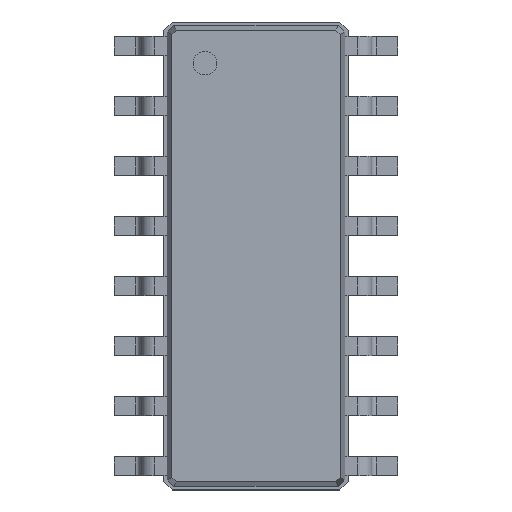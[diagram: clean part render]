
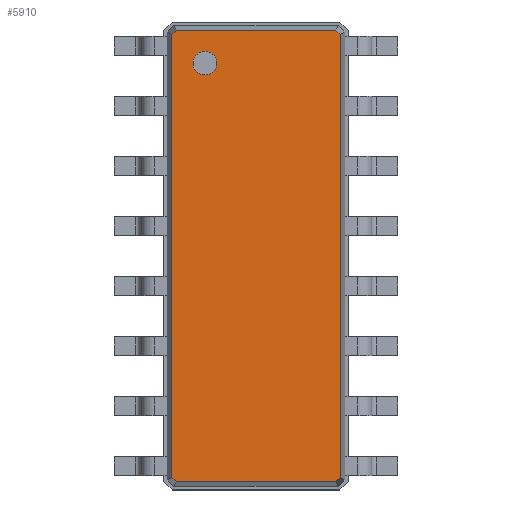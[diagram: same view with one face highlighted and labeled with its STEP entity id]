
A CAD part, top view. The second image highlights one B-rep face of the part: STEP entity #5910.
In plain terms, the highlighted planar face has unit normal (0, 0, 1).
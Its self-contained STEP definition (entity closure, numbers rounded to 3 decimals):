
#1944 = VERTEX_POINT('',#1945);
#1945 = CARTESIAN_POINT('',(-1.779,4.69,1.2));
#1950 = EDGE_CURVE('',#1951,#1944,#1953,.T.);
#1951 = VERTEX_POINT('',#1952);
#1952 = CARTESIAN_POINT('',(-1.779,-4.69,1.2));
#1953 = LINE('',#1954,#1955);
#1954 = CARTESIAN_POINT('',(-1.779,-4.69,1.2));
#1955 = VECTOR('',#1956,1.);
#1956 = DIRECTION('',(0.,1.,0.));
#1973 = VERTEX_POINT('',#1974);
#1974 = CARTESIAN_POINT('',(-1.69,4.779,1.2));
#1979 = EDGE_CURVE('',#1944,#1973,#1980,.T.);
#1980 = LINE('',#1981,#1982);
#1981 = CARTESIAN_POINT('',(-1.779,4.69,1.2));
#1982 = VECTOR('',#1983,1.);
#1983 = DIRECTION('',(0.707,0.707,0.));
#1996 = VERTEX_POINT('',#1997);
#1997 = CARTESIAN_POINT('',(1.69,4.779,1.2));
#2002 = EDGE_CURVE('',#1973,#1996,#2003,.T.);
#2003 = LINE('',#2004,#2005);
#2004 = CARTESIAN_POINT('',(-1.69,4.779,1.2));
#2005 = VECTOR('',#2006,1.);
#2006 = DIRECTION('',(1.,0.,0.));
#2019 = VERTEX_POINT('',#2020);
#2020 = CARTESIAN_POINT('',(1.779,4.69,1.2));
#2025 = EDGE_CURVE('',#1996,#2019,#2026,.T.);
#2026 = LINE('',#2027,#2028);
#2027 = CARTESIAN_POINT('',(1.69,4.779,1.2));
#2028 = VECTOR('',#2029,1.);
#2029 = DIRECTION('',(0.707,-0.707,0.));
#2170 = VERTEX_POINT('',#2171);
#2171 = CARTESIAN_POINT('',(1.779,-4.69,1.2));
#2176 = EDGE_CURVE('',#2019,#2170,#2177,.T.);
#2177 = LINE('',#2178,#2179);
#2178 = CARTESIAN_POINT('',(1.779,4.69,1.2));
#2179 = VECTOR('',#2180,1.);
#2180 = DIRECTION('',(0.,-1.,0.));
#5910 = ADVANCED_FACE('',(#5911,#5940),#5951,.F.);
#5911 = FACE_BOUND('',#5912,.F.);
#5912 = EDGE_LOOP('',(#5913,#5914,#5915,#5916,#5924,#5932,#5938,#5939));
#5913 = ORIENTED_EDGE('',*,*,#2002,.T.);
#5914 = ORIENTED_EDGE('',*,*,#2025,.T.);
#5915 = ORIENTED_EDGE('',*,*,#2176,.T.);
#5916 = ORIENTED_EDGE('',*,*,#5917,.T.);
#5917 = EDGE_CURVE('',#2170,#5918,#5920,.T.);
#5918 = VERTEX_POINT('',#5919);
#5919 = CARTESIAN_POINT('',(1.69,-4.779,1.2));
#5920 = LINE('',#5921,#5922);
#5921 = CARTESIAN_POINT('',(1.779,-4.69,1.2));
#5922 = VECTOR('',#5923,1.);
#5923 = DIRECTION('',(-0.707,-0.707,0.));
#5924 = ORIENTED_EDGE('',*,*,#5925,.T.);
#5925 = EDGE_CURVE('',#5918,#5926,#5928,.T.);
#5926 = VERTEX_POINT('',#5927);
#5927 = CARTESIAN_POINT('',(-1.69,-4.779,1.2));
#5928 = LINE('',#5929,#5930);
#5929 = CARTESIAN_POINT('',(1.69,-4.779,1.2));
#5930 = VECTOR('',#5931,1.);
#5931 = DIRECTION('',(-1.,0.,0.));
#5932 = ORIENTED_EDGE('',*,*,#5933,.T.);
#5933 = EDGE_CURVE('',#5926,#1951,#5934,.T.);
#5934 = LINE('',#5935,#5936);
#5935 = CARTESIAN_POINT('',(-1.69,-4.779,1.2));
#5936 = VECTOR('',#5937,1.);
#5937 = DIRECTION('',(-0.707,0.707,0.));
#5938 = ORIENTED_EDGE('',*,*,#1950,.T.);
#5939 = ORIENTED_EDGE('',*,*,#1979,.T.);
#5940 = FACE_BOUND('',#5941,.F.);
#5941 = EDGE_LOOP('',(#5942));
#5942 = ORIENTED_EDGE('',*,*,#5943,.F.);
#5943 = EDGE_CURVE('',#5944,#5944,#5946,.T.);
#5944 = VERTEX_POINT('',#5945);
#5945 = CARTESIAN_POINT('',(-1.079,3.829,1.2));
#5946 = CIRCLE('',#5947,0.25);
#5947 = AXIS2_PLACEMENT_3D('',#5948,#5949,#5950);
#5948 = CARTESIAN_POINT('',(-1.079,4.079,1.2));
#5949 = DIRECTION('',(0.,-0.,-1.));
#5950 = DIRECTION('',(0.,-1.,0.));
#5951 = PLANE('',#5952);
#5952 = AXIS2_PLACEMENT_3D('',#5953,#5954,#5955);
#5953 = CARTESIAN_POINT('',(-1.69,4.779,1.2));
#5954 = DIRECTION('',(0.,0.,-1.));
#5955 = DIRECTION('',(0.333,-0.943,0.));
